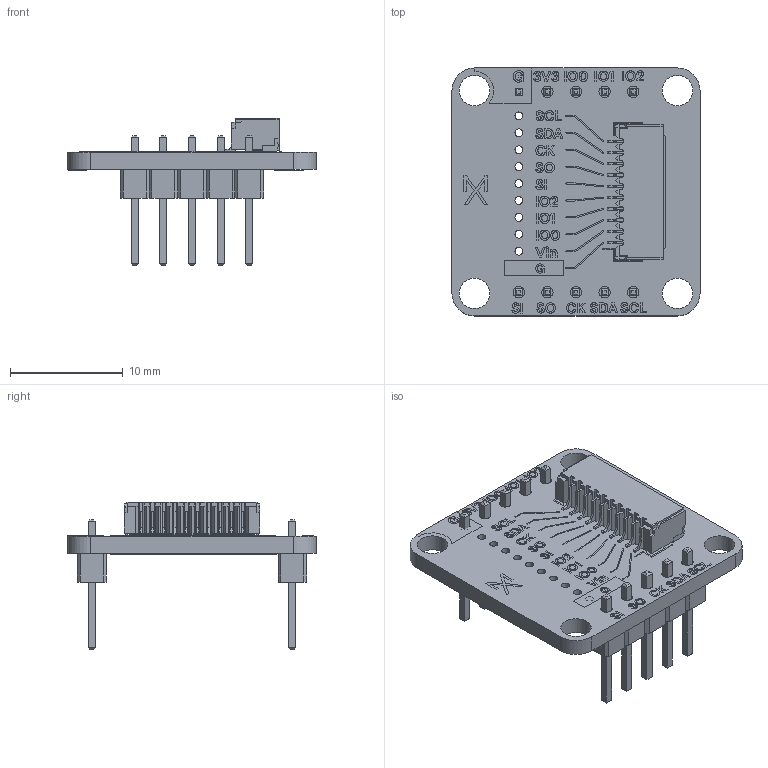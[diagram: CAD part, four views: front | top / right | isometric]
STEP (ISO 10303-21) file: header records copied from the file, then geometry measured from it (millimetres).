
FILE_DESCRIPTION(('KiCad electronic assembly'),'2;1');
FILE_NAME('AX22-0035.step','2025-12-08T18:20:59',('Pcbnew'),('Kicad'), 'Open CASCADE STEP processor 7.8','KiCad to STEP converter','Unknown' );
FILE_SCHEMA(('AUTOMOTIVE_DESIGN { 1 0 10303 214 1 1 1 1 }'));
Length unit declared in the file: millimetre
Products named in the file (5): AX22-0035 1; PinHeader_1x05_P2.54mm_Vertical; SM10B-SRSS-TB_LF__SN_; AX22-Port to Wire_silkscreen; AX22-Port to Wire_PCB
Assembly tree (5 placements, depth 2):
  AX22-0035 1
    PinHeader_1x05_P2.54mm_Vertical  x2
    SM10B-SRSS-TB_LF__SN_
    AX22-Port to Wire_silkscreen
    AX22-Port to Wire_PCB
Bounding box: 22 x 22 x 13.09 mm (x, y, z)
Volume: 939 mm3; surface area: 2111.5 mm2
Topology: 16 solids, 131 shells, 904 faces, 5244 edges, 4524 vertices
Faces by surface type: plane 832, cylinder 72
Full cylindrical faces by diameter (mm): 0.7 x10, 1 x10, 2.7 x4
Entity records: 51050 total; most frequent: CARTESIAN_POINT 10074, DIRECTION 7261, ORIENTED_EDGE 6652, EDGE_CURVE 4948, VERTEX_POINT 4340, LINE 4207, VECTOR 4207, AXIS2_PLACEMENT_3D 1527
